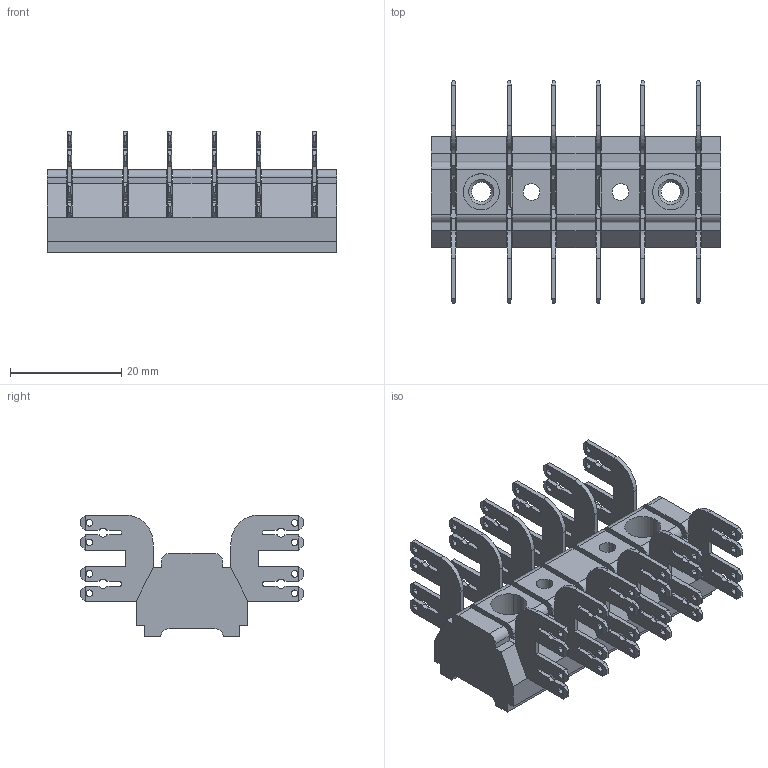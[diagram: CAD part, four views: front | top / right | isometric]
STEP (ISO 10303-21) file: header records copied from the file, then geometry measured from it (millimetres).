
FILE_DESCRIPTION(('CATIA V5R24 STEP','CAx-IF Rec.Pracs.--- Model Styling and Organization---1.2---2011-12-15'),'2;1');
FILE_NAME ('002136-1_1', '2018-08-27T08:59:29+00:00', ('Weidmueller Interface'), ('Weidmueller'), 'CATIA Version 5-6 Release 2014 SP4 HF52', 'CATIA V5 STEP AP214', 'none');
FILE_SCHEMA(('AUTOMOTIVE_DESIGN { 1 0 10303 214 1 1 1 1 }'));
Length unit declared in the file: millimetre
Products named in the file (1): 0480020000
Bounding box: 52 x 40 x 21.9 mm (x, y, z)
Volume: 9705.5 mm3; surface area: 13127 mm2
Topology: 7 solids, 7 shells, 1166 faces, 3136 edges, 1972 vertices
Faces by surface type: plane 770, cylinder 344, sphere 48, cone 4
Entity records: 34010 total; most frequent: CARTESIAN_POINT 7024, ORIENTED_EDGE 6272, DIRECTION 4346, EDGE_CURVE 3136, VECTOR 2340, LINE 2340, VERTEX_POINT 1972, AXIS2_PLACEMENT_3D 1352
